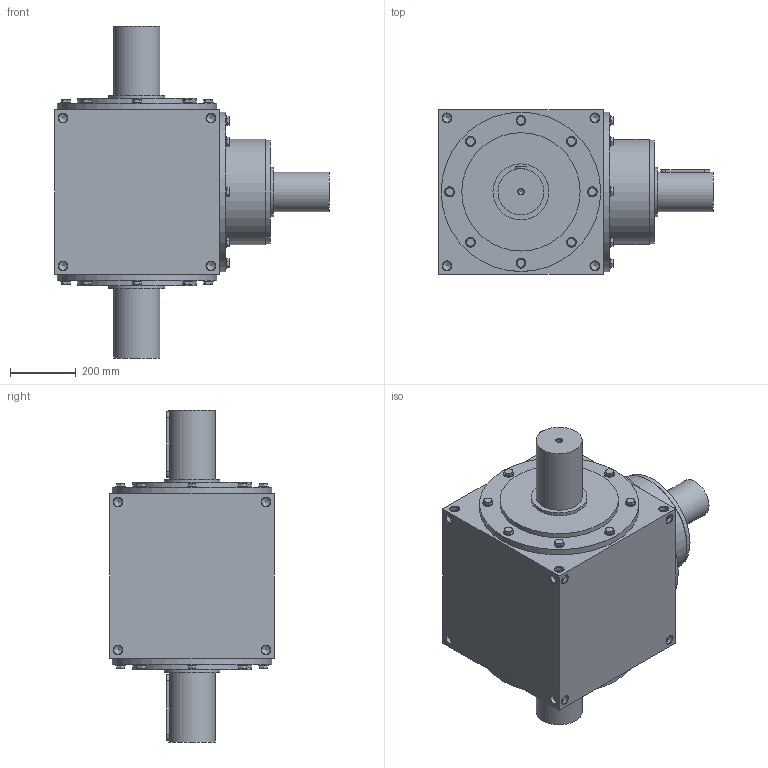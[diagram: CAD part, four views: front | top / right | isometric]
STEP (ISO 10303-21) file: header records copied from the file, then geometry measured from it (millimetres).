
FILE_DESCRIPTION( ( 'STEP AP214' ), ' ' );
FILE_NAME( 'RS500_S2_R.1_1.5.stp', '2017-10-01T14:18:18', ( '' ), ( '' ), ' ', 'PARTsolutions', ' ' );
FILE_SCHEMA( ( 'AUTOMOTIVE_DESIGN { 1 0 10303 214 1 1 1 1 }' ) );
Length unit declared in the file: millimetre
Products named in the file (5): RS500_S2_R.1/1.5; _RS5002-case; _RC500-shaft; _RC_RR500-screw; _RS500-proshaft
Assembly tree (28 placements, depth 2):
  RS500_S2_R.1/1.5
    _RS5002-case
    _RC500-shaft
    _RC_RR500-screw  x24
    _RS500-proshaft  x2
Bounding box: 835 x 500 x 1010 mm (x, y, z)
Volume: 158213716.7 mm3; surface area: 3074937.2 mm2
Topology: 28 solids, 28 shells, 542 faces, 1250 edges, 770 vertices
Faces by surface type: plane 248, cone 198, cylinder 96
Full cylindrical faces by diameter (mm): 17.294 x3, 26.211 x48, 30 x24, 120 x1, 140 x2, 150 x2, 170 x3, 316 x1, 320 x1, 360 x2, 485 x3
Entity records: 5996 total; most frequent: CARTESIAN_POINT 972, DIRECTION 844, ORIENTED_EDGE 536, AXIS2_PLACEMENT_3D 402, EDGE_LOOP 292, EDGE_CURVE 268, VERTEX_POINT 238, FACE_OUTER_BOUND 225
